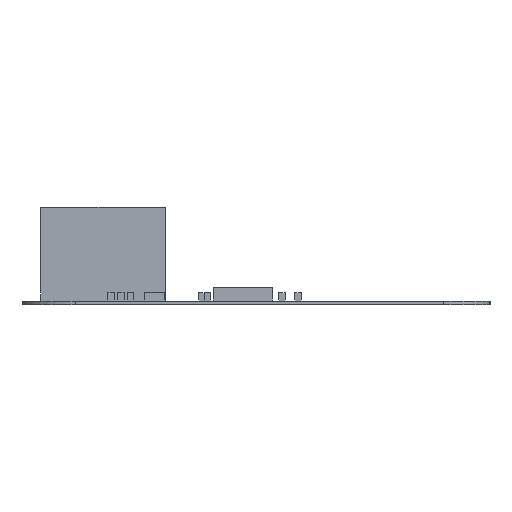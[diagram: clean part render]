
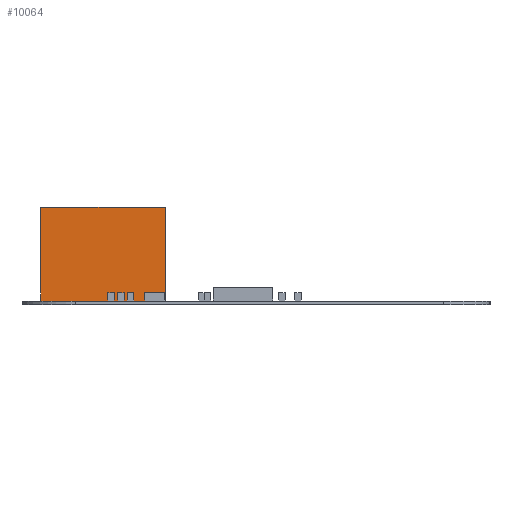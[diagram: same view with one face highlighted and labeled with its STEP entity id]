
A CAD part, left-side view. The second image highlights one B-rep face of the part: STEP entity #10064.
In plain terms, the highlighted planar face has unit normal (-1, 0, 0).
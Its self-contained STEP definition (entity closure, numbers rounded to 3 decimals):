
#10064 = ADVANCED_FACE('',(#10065),#10079,.T.);
#10065 = FACE_BOUND('',#10066,.T.);
#10066 = EDGE_LOOP('',(#10067,#10102,#10130,#10158));
#10067 = ORIENTED_EDGE('',*,*,#10068,.T.);
#10068 = EDGE_CURVE('',#10069,#10071,#10073,.T.);
#10069 = VERTEX_POINT('',#10070);
#10070 = CARTESIAN_POINT('',(-4.445,-7.303,0.));
#10071 = VERTEX_POINT('',#10072);
#10072 = CARTESIAN_POINT('',(-4.445,-7.303,11.));
#10073 = SURFACE_CURVE('',#10074,(#10078,#10090),.PCURVE_S1.);
#10074 = LINE('',#10075,#10076);
#10075 = CARTESIAN_POINT('',(-4.445,-7.303,0.));
#10076 = VECTOR('',#10077,1.);
#10077 = DIRECTION('',(0.,0.,1.));
#10078 = PCURVE('',#10079,#10084);
#10079 = PLANE('',#10080);
#10080 = AXIS2_PLACEMENT_3D('',#10081,#10082,#10083);
#10081 = CARTESIAN_POINT('',(-4.445,-7.303,0.));
#10082 = DIRECTION('',(-1.,0.,0.));
#10083 = DIRECTION('',(0.,1.,0.));
#10084 = DEFINITIONAL_REPRESENTATION('',(#10085),#10089);
#10085 = LINE('',#10086,#10087);
#10086 = CARTESIAN_POINT('',(0.,0.));
#10087 = VECTOR('',#10088,1.);
#10088 = DIRECTION('',(0.,-1.));
#10089 = ( GEOMETRIC_REPRESENTATION_CONTEXT(2) 
PARAMETRIC_REPRESENTATION_CONTEXT() REPRESENTATION_CONTEXT('2D SPACE',''
  ) );
#10090 = PCURVE('',#10091,#10096);
#10091 = PLANE('',#10092);
#10092 = AXIS2_PLACEMENT_3D('',#10093,#10094,#10095);
#10093 = CARTESIAN_POINT('',(4.445,-7.303,0.));
#10094 = DIRECTION('',(0.,-1.,0.));
#10095 = DIRECTION('',(-1.,0.,0.));
#10096 = DEFINITIONAL_REPRESENTATION('',(#10097),#10101);
#10097 = LINE('',#10098,#10099);
#10098 = CARTESIAN_POINT('',(8.89,0.));
#10099 = VECTOR('',#10100,1.);
#10100 = DIRECTION('',(0.,-1.));
#10101 = ( GEOMETRIC_REPRESENTATION_CONTEXT(2) 
PARAMETRIC_REPRESENTATION_CONTEXT() REPRESENTATION_CONTEXT('2D SPACE',''
  ) );
#10102 = ORIENTED_EDGE('',*,*,#10103,.T.);
#10103 = EDGE_CURVE('',#10071,#10104,#10106,.T.);
#10104 = VERTEX_POINT('',#10105);
#10105 = CARTESIAN_POINT('',(-4.445,7.303,11.));
#10106 = SURFACE_CURVE('',#10107,(#10111,#10118),.PCURVE_S1.);
#10107 = LINE('',#10108,#10109);
#10108 = CARTESIAN_POINT('',(-4.445,-7.303,11.));
#10109 = VECTOR('',#10110,1.);
#10110 = DIRECTION('',(0.,1.,0.));
#10111 = PCURVE('',#10079,#10112);
#10112 = DEFINITIONAL_REPRESENTATION('',(#10113),#10117);
#10113 = LINE('',#10114,#10115);
#10114 = CARTESIAN_POINT('',(0.,-11.));
#10115 = VECTOR('',#10116,1.);
#10116 = DIRECTION('',(1.,0.));
#10117 = ( GEOMETRIC_REPRESENTATION_CONTEXT(2) 
PARAMETRIC_REPRESENTATION_CONTEXT() REPRESENTATION_CONTEXT('2D SPACE',''
  ) );
#10118 = PCURVE('',#10119,#10124);
#10119 = PLANE('',#10120);
#10120 = AXIS2_PLACEMENT_3D('',#10121,#10122,#10123);
#10121 = CARTESIAN_POINT('',(-4.445,-7.303,11.));
#10122 = DIRECTION('',(0.,0.,1.));
#10123 = DIRECTION('',(1.,0.,0.));
#10124 = DEFINITIONAL_REPRESENTATION('',(#10125),#10129);
#10125 = LINE('',#10126,#10127);
#10126 = CARTESIAN_POINT('',(0.,0.));
#10127 = VECTOR('',#10128,1.);
#10128 = DIRECTION('',(0.,1.));
#10129 = ( GEOMETRIC_REPRESENTATION_CONTEXT(2) 
PARAMETRIC_REPRESENTATION_CONTEXT() REPRESENTATION_CONTEXT('2D SPACE',''
  ) );
#10130 = ORIENTED_EDGE('',*,*,#10131,.F.);
#10131 = EDGE_CURVE('',#10132,#10104,#10134,.T.);
#10132 = VERTEX_POINT('',#10133);
#10133 = CARTESIAN_POINT('',(-4.445,7.303,0.));
#10134 = SURFACE_CURVE('',#10135,(#10139,#10146),.PCURVE_S1.);
#10135 = LINE('',#10136,#10137);
#10136 = CARTESIAN_POINT('',(-4.445,7.303,0.));
#10137 = VECTOR('',#10138,1.);
#10138 = DIRECTION('',(0.,0.,1.));
#10139 = PCURVE('',#10079,#10140);
#10140 = DEFINITIONAL_REPRESENTATION('',(#10141),#10145);
#10141 = LINE('',#10142,#10143);
#10142 = CARTESIAN_POINT('',(14.605,0.));
#10143 = VECTOR('',#10144,1.);
#10144 = DIRECTION('',(0.,-1.));
#10145 = ( GEOMETRIC_REPRESENTATION_CONTEXT(2) 
PARAMETRIC_REPRESENTATION_CONTEXT() REPRESENTATION_CONTEXT('2D SPACE',''
  ) );
#10146 = PCURVE('',#10147,#10152);
#10147 = PLANE('',#10148);
#10148 = AXIS2_PLACEMENT_3D('',#10149,#10150,#10151);
#10149 = CARTESIAN_POINT('',(-4.445,7.303,0.));
#10150 = DIRECTION('',(0.,1.,0.));
#10151 = DIRECTION('',(1.,0.,0.));
#10152 = DEFINITIONAL_REPRESENTATION('',(#10153),#10157);
#10153 = LINE('',#10154,#10155);
#10154 = CARTESIAN_POINT('',(0.,0.));
#10155 = VECTOR('',#10156,1.);
#10156 = DIRECTION('',(0.,-1.));
#10157 = ( GEOMETRIC_REPRESENTATION_CONTEXT(2) 
PARAMETRIC_REPRESENTATION_CONTEXT() REPRESENTATION_CONTEXT('2D SPACE',''
  ) );
#10158 = ORIENTED_EDGE('',*,*,#10159,.F.);
#10159 = EDGE_CURVE('',#10069,#10132,#10160,.T.);
#10160 = SURFACE_CURVE('',#10161,(#10165,#10172),.PCURVE_S1.);
#10161 = LINE('',#10162,#10163);
#10162 = CARTESIAN_POINT('',(-4.445,-7.303,0.));
#10163 = VECTOR('',#10164,1.);
#10164 = DIRECTION('',(0.,1.,0.));
#10165 = PCURVE('',#10079,#10166);
#10166 = DEFINITIONAL_REPRESENTATION('',(#10167),#10171);
#10167 = LINE('',#10168,#10169);
#10168 = CARTESIAN_POINT('',(0.,0.));
#10169 = VECTOR('',#10170,1.);
#10170 = DIRECTION('',(1.,0.));
#10171 = ( GEOMETRIC_REPRESENTATION_CONTEXT(2) 
PARAMETRIC_REPRESENTATION_CONTEXT() REPRESENTATION_CONTEXT('2D SPACE',''
  ) );
#10172 = PCURVE('',#10173,#10178);
#10173 = PLANE('',#10174);
#10174 = AXIS2_PLACEMENT_3D('',#10175,#10176,#10177);
#10175 = CARTESIAN_POINT('',(-4.445,-7.303,0.));
#10176 = DIRECTION('',(0.,0.,1.));
#10177 = DIRECTION('',(1.,0.,0.));
#10178 = DEFINITIONAL_REPRESENTATION('',(#10179),#10183);
#10179 = LINE('',#10180,#10181);
#10180 = CARTESIAN_POINT('',(0.,0.));
#10181 = VECTOR('',#10182,1.);
#10182 = DIRECTION('',(0.,1.));
#10183 = ( GEOMETRIC_REPRESENTATION_CONTEXT(2) 
PARAMETRIC_REPRESENTATION_CONTEXT() REPRESENTATION_CONTEXT('2D SPACE',''
  ) );
